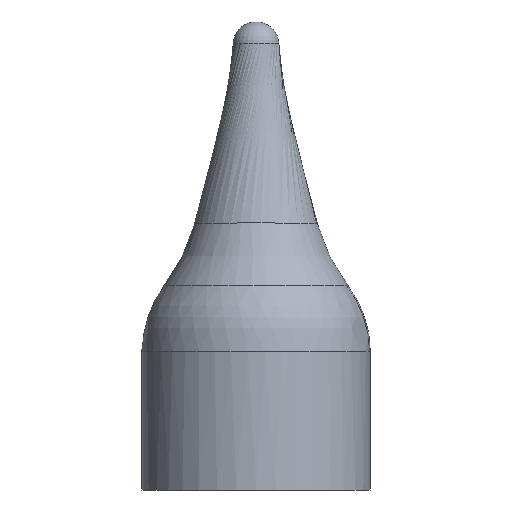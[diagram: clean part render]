
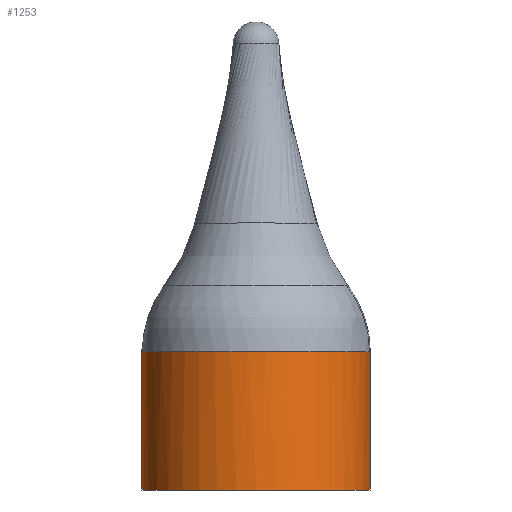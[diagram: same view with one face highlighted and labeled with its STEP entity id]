
A CAD part, front view. The second image highlights one B-rep face of the part: STEP entity #1253.
In plain terms, the highlighted cylindrical face has radius 6.35 mm (diameter 12.7 mm), a partial arc.
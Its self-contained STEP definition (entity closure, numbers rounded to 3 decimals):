
#4 = CARTESIAN_POINT ( 'NONE',  ( 6.151, -1.628, 7.69 ) ) ;
#25 = CARTESIAN_POINT ( 'NONE',  ( 6.294, -0.843, 7.694 ) ) ;
#33 = EDGE_LOOP ( 'NONE', ( #252, #1329, #230, #659, #535 ) ) ;
#90 = CARTESIAN_POINT ( 'NONE',  ( -3.074, -5.56, 7.675 ) ) ;
#97 = CARTESIAN_POINT ( 'NONE',  ( 3.71, -5.169, 7.676 ) ) ;
#103 = CARTESIAN_POINT ( 'NONE',  ( -2.899, -5.653, 7.674 ) ) ;
#108 = CARTESIAN_POINT ( 'NONE',  ( 5.349, -3.446, 7.683 ) ) ;
#114 = EDGE_CURVE ( 'NONE', #701, #1024, #945, .T. ) ;
#134 = CARTESIAN_POINT ( 'NONE',  ( 6.341, -0.421, 7.695 ) ) ;
#162 = VERTEX_POINT ( 'NONE', #474 ) ;
#204 = CARTESIAN_POINT ( 'NONE',  ( -6.202, -1.379, 7.691 ) ) ;
#228 = CARTESIAN_POINT ( 'NONE',  ( 6.35, 0., 7.697 ) ) ;
#230 = ORIENTED_EDGE ( 'NONE', *, *, #987, .T. ) ;
#247 = CARTESIAN_POINT ( 'NONE',  ( 6.35, 0., 0. ) ) ;
#252 = ORIENTED_EDGE ( 'NONE', *, *, #418, .F. ) ;
#262 = CARTESIAN_POINT ( 'NONE',  ( 6.35, 0., 7.697 ) ) ;
#292 = DIRECTION ( 'NONE',  ( 0., 0., -1. ) ) ;
#311 = CARTESIAN_POINT ( 'NONE',  ( 6.24, -1.241, 7.692 ) ) ;
#315 = CARTESIAN_POINT ( 'NONE',  ( -4.069, -4.891, 7.677 ) ) ;
#319 = VERTEX_POINT ( 'NONE', #247 ) ;
#320 = CARTESIAN_POINT ( 'NONE',  ( -6.35, 0., 10. ) ) ;
#328 = CARTESIAN_POINT ( 'NONE',  ( -0.819, -6.309, 7.672 ) ) ;
#331 = DIRECTION ( 'NONE',  ( 0., 0., -1. ) ) ;
#386 = CIRCLE ( 'NONE', #777, 6.35 ) ;
#418 = EDGE_CURVE ( 'NONE', #717, #319, #1254, .T. ) ;
#423 = CARTESIAN_POINT ( 'NONE',  ( -6.35, 0., 7.697 ) ) ;
#430 = CARTESIAN_POINT ( 'NONE',  ( 5.731, -2.742, 7.686 ) ) ;
#436 = CARTESIAN_POINT ( 'NONE',  ( 5.641, -2.923, 7.685 ) ) ;
#442 = CARTESIAN_POINT ( 'NONE',  ( 4.614, -4.381, 7.679 ) ) ;
#474 = CARTESIAN_POINT ( 'NONE',  ( 6.294, -0.843, 7.694 ) ) ;
#523 = CARTESIAN_POINT ( 'NONE',  ( 5.963, -2.192, 7.688 ) ) ;
#535 = ORIENTED_EDGE ( 'NONE', *, *, #725, .T. ) ;
#538 = CARTESIAN_POINT ( 'NONE',  ( -5.156, -3.728, 7.682 ) ) ;
#547 = CARTESIAN_POINT ( 'NONE',  ( 6.294, -0.843, 7.694 ) ) ;
#550 = CARTESIAN_POINT ( 'NONE',  ( 2.31, -5.928, 7.673 ) ) ;
#562 = CARTESIAN_POINT ( 'NONE',  ( 0., 0., 10. ) ) ;
#600 = CARTESIAN_POINT ( 'NONE',  ( -6.35, 0., 7.697 ) ) ;
#639 = CARTESIAN_POINT ( 'NONE',  ( -1.212, -6.246, 7.672 ) ) ;
#644 = CARTESIAN_POINT ( 'NONE',  ( -6.313, -0.795, 7.694 ) ) ;
#659 = ORIENTED_EDGE ( 'NONE', *, *, #114, .T. ) ;
#663 = FACE_OUTER_BOUND ( 'NONE', #33, .T. ) ;
#680 = CARTESIAN_POINT ( 'NONE',  ( 6.35, -0.14, 7.696 ) ) ;
#695 = CARTESIAN_POINT ( 'NONE',  ( 0., 0., 0. ) ) ;
#701 = VERTEX_POINT ( 'NONE', #600 ) ;
#717 = VERTEX_POINT ( 'NONE', #262 ) ;
#725 = EDGE_CURVE ( 'NONE', #1024, #319, #386, .T. ) ;
#743 = CARTESIAN_POINT ( 'NONE',  ( 0.371, -6.342, 7.671 ) ) ;
#749 = CARTESIAN_POINT ( 'NONE',  ( -5.58, -3.056, 7.685 ) ) ;
#762 = CARTESIAN_POINT ( 'NONE',  ( -6.35, -0.4, 7.695 ) ) ;
#770 = CARTESIAN_POINT ( 'NONE',  ( 2.682, -5.77, 7.674 ) ) ;
#777 = AXIS2_PLACEMENT_3D ( 'NONE', #695, #1090, #806 ) ;
#782 = DIRECTION ( 'NONE',  ( -1., 0., 0. ) ) ;
#806 = DIRECTION ( 'NONE',  ( 1., 0., 0. ) ) ;
#820 = CARTESIAN_POINT ( 'NONE',  ( 6.35, 0., 10. ) ) ;
#863 = CARTESIAN_POINT ( 'NONE',  ( -3.417, -5.356, 7.675 ) ) ;
#868 = CARTESIAN_POINT ( 'NONE',  ( 3.382, -5.389, 7.675 ) ) ;
#880 = CYLINDRICAL_SURFACE ( 'NONE', #1351, 6.35 ) ;
#907 = CARTESIAN_POINT ( 'NONE',  ( -6.35, 0., 0. ) ) ;
#945 = LINE ( 'NONE', #320, #1154 ) ;
#946 = CARTESIAN_POINT ( 'NONE',  ( -5.76, -2.703, 7.686 ) ) ;
#957 = CARTESIAN_POINT ( 'NONE',  ( -0.226, -6.349, 7.671 ) ) ;
#962 = CARTESIAN_POINT ( 'NONE',  ( -5.979, -2.148, 7.688 ) ) ;
#974 = CARTESIAN_POINT ( 'NONE',  ( 5.124, -3.772, 7.682 ) ) ;
#987 = EDGE_CURVE ( 'NONE', #162, #701, #1073, .T. ) ;
#1012 = CARTESIAN_POINT ( 'NONE',  ( 6.313, -0.702, 7.694 ) ) ;
#1024 = VERTEX_POINT ( 'NONE', #907 ) ;
#1054 = CARTESIAN_POINT ( 'NONE',  ( -1.989, -6.044, 7.673 ) ) ;
#1066 = CARTESIAN_POINT ( 'NONE',  ( 0.571, -6.327, 7.672 ) ) ;
#1073 = B_SPLINE_CURVE_WITH_KNOTS ( 'NONE', 3,
 ( #547, #311, #4, #523, #1382, #430, #436, #108, #974, #442, #1297, #97, #868, #770, #550, #1196, #1272, #1066, #743, #1278, #957, #328, #639, #1054, #1167, #103, #90, #863, #1286, #315, #1189, #1372, #538, #749, #946, #962, #1182, #1292, #204, #644, #762, #423 ),
 .UNSPECIFIED., .F., .F.,
 ( 4, 2, 2, 2, 2, 2, 2, 2, 2, 2, 2, 2, 2, 2, 2, 2, 2, 2, 2, 2, 4 ),
 ( 0.021, 0.022, 0.022, 0.023, 0.024, 0.025, 0.027, 0.028, 0.029, 0.03, 0.03, 0.031, 0.033, 0.033, 0.034, 0.035, 0.036, 0.037, 0.038, 0.039, 0.04 ),
 .UNSPECIFIED. ) ;
#1090 = DIRECTION ( 'NONE',  ( 0., 0., 1. ) ) ;
#1101 = DIRECTION ( 'NONE',  ( 0., 0., -1. ) ) ;
#1154 = VECTOR ( 'NONE', #1101, 1000. ) ;
#1167 = CARTESIAN_POINT ( 'NONE',  ( -2.362, -5.908, 7.673 ) ) ;
#1182 = CARTESIAN_POINT ( 'NONE',  ( -6.044, -1.957, 7.689 ) ) ;
#1189 = CARTESIAN_POINT ( 'NONE',  ( -4.365, -4.628, 7.678 ) ) ;
#1196 = CARTESIAN_POINT ( 'NONE',  ( 1.554, -6.17, 7.672 ) ) ;
#1197 = B_SPLINE_CURVE_WITH_KNOTS ( 'NONE', 3,
 ( #228, #680, #134, #1012, #25 ),
 .UNSPECIFIED., .F., .F.,
 ( 4, 1, 4 ),
 ( 0.02, 0.02, 0.021 ),
 .UNSPECIFIED. ) ;
#1219 = EDGE_CURVE ( 'NONE', #717, #162, #1197, .T. ) ;
#1221 = VECTOR ( 'NONE', #292, 1000. ) ;
#1253 = ADVANCED_FACE ( 'NONE', ( #663 ), #880, .T. ) ;
#1254 = LINE ( 'NONE', #820, #1221 ) ;
#1272 = CARTESIAN_POINT ( 'NONE',  ( 1.167, -6.255, 7.672 ) ) ;
#1278 = CARTESIAN_POINT ( 'NONE',  ( -0.028, -6.353, 7.671 ) ) ;
#1286 = CARTESIAN_POINT ( 'NONE',  ( -3.586, -5.245, 7.676 ) ) ;
#1292 = CARTESIAN_POINT ( 'NONE',  ( -6.155, -1.573, 7.691 ) ) ;
#1297 = CARTESIAN_POINT ( 'NONE',  ( 4.326, -4.665, 7.678 ) ) ;
#1329 = ORIENTED_EDGE ( 'NONE', *, *, #1219, .T. ) ;
#1351 = AXIS2_PLACEMENT_3D ( 'NONE', #562, #331, #782 ) ;
#1372 = CARTESIAN_POINT ( 'NONE',  ( -4.908, -4.049, 7.681 ) ) ;
#1382 = CARTESIAN_POINT ( 'NONE',  ( 5.892, -2.377, 7.687 ) ) ;
